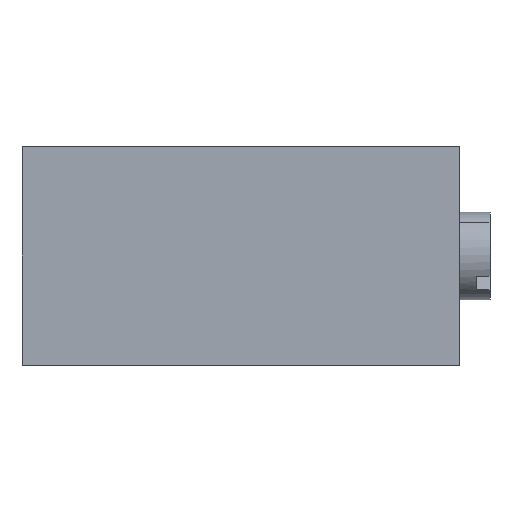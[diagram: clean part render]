
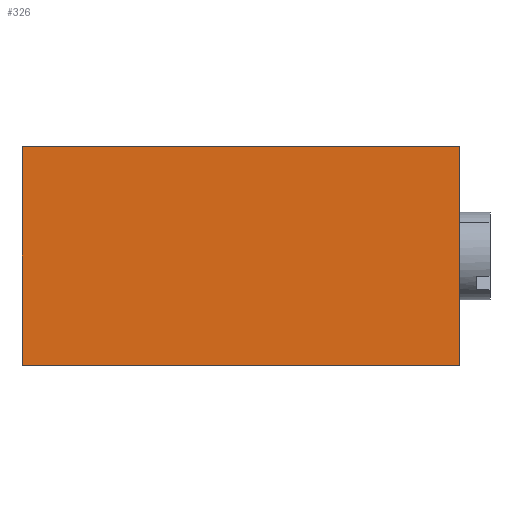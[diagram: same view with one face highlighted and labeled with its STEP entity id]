
A CAD part, front view. The second image highlights one B-rep face of the part: STEP entity #326.
In plain terms, the highlighted planar face has unit normal (0, -1, 0).
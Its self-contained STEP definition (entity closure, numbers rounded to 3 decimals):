
#48 = CARTESIAN_POINT ( 'NONE',  ( 10., 1., 0. ) ) ;
#54 = LINE ( 'NONE', #1306, #2268 ) ;
#279 = PLANE ( 'NONE',  #994 ) ;
#314 = CARTESIAN_POINT ( 'NONE',  ( 0., 1., 5. ) ) ;
#326 = ADVANCED_FACE ( 'NONE', ( #688 ), #279, .F. ) ;
#681 = LINE ( 'NONE', #1855, #1724 ) ;
#688 = FACE_OUTER_BOUND ( 'NONE', #900, .T. ) ;
#709 = LINE ( 'NONE', #1348, #2093 ) ;
#712 = DIRECTION ( 'NONE',  ( 1., 0., 0. ) ) ;
#759 = CARTESIAN_POINT ( 'NONE',  ( 0., 1., 0. ) ) ;
#778 = EDGE_CURVE ( 'NONE', #1605, #1262, #681, .T. ) ;
#900 = EDGE_LOOP ( 'NONE', ( #1294, #2223, #1021, #2463 ) ) ;
#994 = AXIS2_PLACEMENT_3D ( 'NONE', #1759, #1139, #2531 ) ;
#1021 = ORIENTED_EDGE ( 'NONE', *, *, #1505, .F. ) ;
#1022 = EDGE_CURVE ( 'NONE', #1262, #1460, #709, .T. ) ;
#1070 = EDGE_CURVE ( 'NONE', #1460, #1425, #2381, .T. ) ;
#1139 = DIRECTION ( 'NONE',  ( 0., 1., 0. ) ) ;
#1262 = VERTEX_POINT ( 'NONE', #48 ) ;
#1294 = ORIENTED_EDGE ( 'NONE', *, *, #1022, .F. ) ;
#1306 = CARTESIAN_POINT ( 'NONE',  ( 0., 1., 5. ) ) ;
#1348 = CARTESIAN_POINT ( 'NONE',  ( 10., 1., 0. ) ) ;
#1425 = VERTEX_POINT ( 'NONE', #314 ) ;
#1460 = VERTEX_POINT ( 'NONE', #2129 ) ;
#1505 = EDGE_CURVE ( 'NONE', #1425, #1605, #54, .T. ) ;
#1605 = VERTEX_POINT ( 'NONE', #1781 ) ;
#1621 = VECTOR ( 'NONE', #2167, 1000. ) ;
#1724 = VECTOR ( 'NONE', #2077, 1000. ) ;
#1738 = DIRECTION ( 'NONE',  ( -1., 0., 0. ) ) ;
#1759 = CARTESIAN_POINT ( 'NONE',  ( 0., 1., 0. ) ) ;
#1781 = CARTESIAN_POINT ( 'NONE',  ( 10., 1., 5. ) ) ;
#1855 = CARTESIAN_POINT ( 'NONE',  ( 10., 1., 5. ) ) ;
#2077 = DIRECTION ( 'NONE',  ( 0., 0., -1. ) ) ;
#2093 = VECTOR ( 'NONE', #1738, 1000. ) ;
#2129 = CARTESIAN_POINT ( 'NONE',  ( 0., 1., 0. ) ) ;
#2167 = DIRECTION ( 'NONE',  ( 0., 0., 1. ) ) ;
#2223 = ORIENTED_EDGE ( 'NONE', *, *, #778, .F. ) ;
#2268 = VECTOR ( 'NONE', #712, 1000. ) ;
#2381 = LINE ( 'NONE', #759, #1621 ) ;
#2463 = ORIENTED_EDGE ( 'NONE', *, *, #1070, .F. ) ;
#2531 = DIRECTION ( 'NONE',  ( 0., 0., 1. ) ) ;
